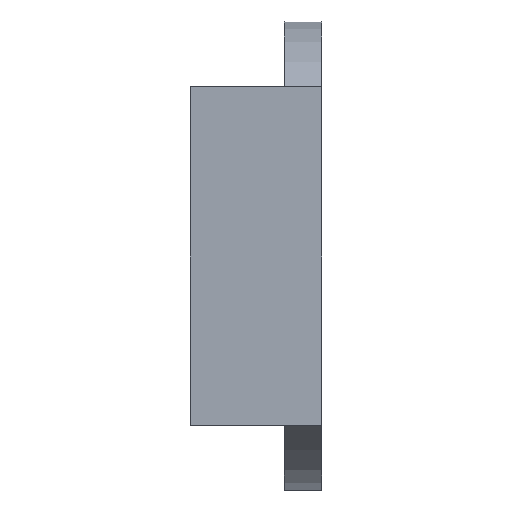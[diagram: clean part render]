
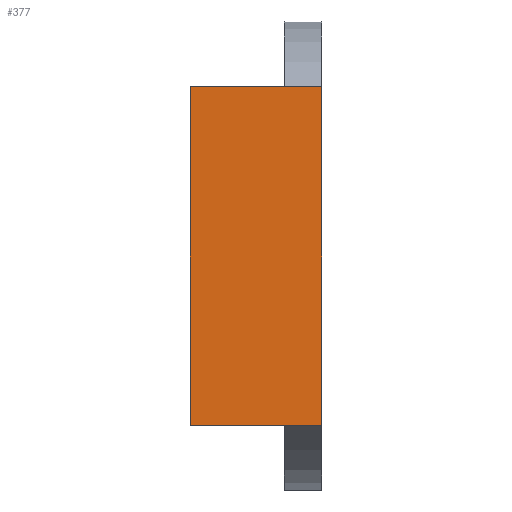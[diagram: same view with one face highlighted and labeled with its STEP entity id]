
A CAD part, front view. The second image highlights one B-rep face of the part: STEP entity #377.
In plain terms, the highlighted planar face has unit normal (0, -1, 0).
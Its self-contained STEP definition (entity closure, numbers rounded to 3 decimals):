
#30=PLANE('',#422);
#47=FACE_OUTER_BOUND('',#71,.T.);
#71=EDGE_LOOP('',(#307,#308,#309,#310));
#105=LINE('',#604,#142);
#108=LINE('',#612,#145);
#109=LINE('',#614,#146);
#110=LINE('',#615,#147);
#142=VECTOR('',#495,10.);
#145=VECTOR('',#504,10.);
#146=VECTOR('',#505,10.);
#147=VECTOR('',#506,10.);
#196=VERTEX_POINT('',#601);
#197=VERTEX_POINT('',#603);
#199=VERTEX_POINT('',#611);
#200=VERTEX_POINT('',#613);
#238=EDGE_CURVE('',#196,#197,#105,.T.);
#242=EDGE_CURVE('',#199,#196,#108,.T.);
#243=EDGE_CURVE('',#200,#199,#109,.T.);
#244=EDGE_CURVE('',#197,#200,#110,.T.);
#307=ORIENTED_EDGE('',*,*,#242,.F.);
#308=ORIENTED_EDGE('',*,*,#243,.F.);
#309=ORIENTED_EDGE('',*,*,#244,.F.);
#310=ORIENTED_EDGE('',*,*,#238,.F.);
#377=ADVANCED_FACE('',(#47),#30,.T.);
#422=AXIS2_PLACEMENT_3D('',#610,#502,#503);
#495=DIRECTION('',(0.,0.,1.));
#502=DIRECTION('center_axis',(0.,-1.,0.));
#503=DIRECTION('ref_axis',(0.,0.,-1.));
#504=DIRECTION('',(-1.,0.,0.));
#505=DIRECTION('',(0.,0.,-1.));
#506=DIRECTION('',(1.,0.,0.));
#601=CARTESIAN_POINT('',(0.,49.5,-70.75));
#603=CARTESIAN_POINT('',(0.,49.5,-52.75));
#604=CARTESIAN_POINT('',(0.,49.5,-66.25));
#610=CARTESIAN_POINT('Origin',(5.,49.5,-52.75));
#611=CARTESIAN_POINT('',(7.,49.5,-70.75));
#612=CARTESIAN_POINT('',(5.,49.5,-70.75));
#613=CARTESIAN_POINT('',(7.,49.5,-52.75));
#614=CARTESIAN_POINT('',(7.,49.5,-70.75));
#615=CARTESIAN_POINT('',(5.,49.5,-52.75));
